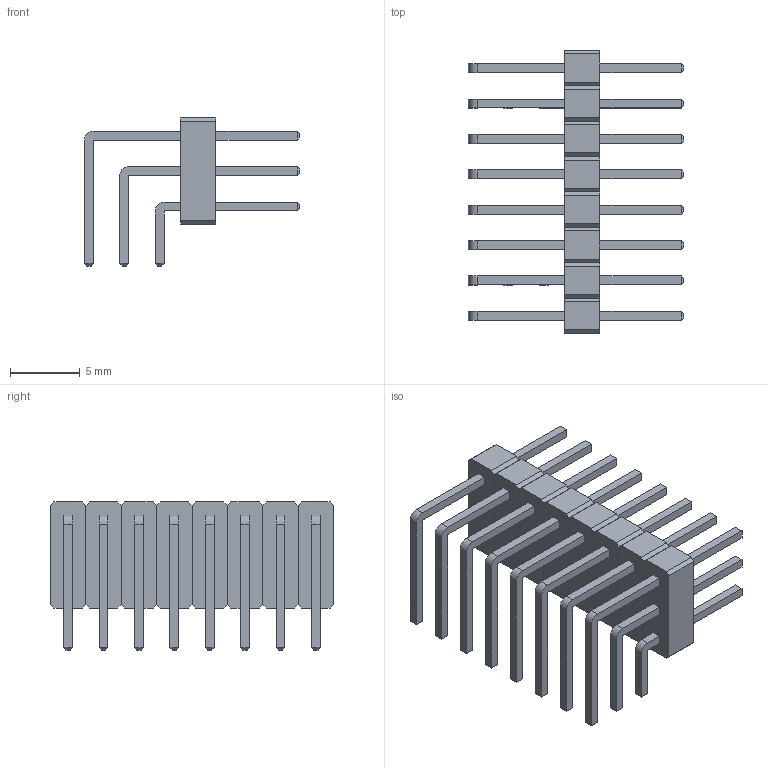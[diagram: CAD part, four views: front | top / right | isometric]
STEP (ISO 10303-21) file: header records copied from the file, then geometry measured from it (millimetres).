
FILE_DESCRIPTION(('FreeCAD Model'),'2;1');
FILE_NAME('Open CASCADE Shape Model','2022-01-07T05:06:42',( 'kicad StepUp'),('ksu MCAD'),'Open CASCADE STEP processor 7.5', 'FreeCAD','Unknown');
FILE_SCHEMA(('AUTOMOTIVE_DESIGN { 1 0 10303 214 1 1 1 1 }'));
Length unit declared in the file: millimetre
Products named in the file (1): PinHeader_3x08_P2.54mm_Horizontal
Bounding box: 15.44 x 20.32 x 10.62 mm (x, y, z)
Volume: 553.6 mm3; surface area: 2033.8 mm2
Topology: 32 solids, 32 shells, 584 faces, 1368 edges, 848 vertices
Faces by surface type: plane 560, cylinder 24
Entity records: 20549 total; most frequent: CARTESIAN_POINT 2801, ORIENTED_EDGE 2736, DIRECTION 2586, EDGE_CURVE 1368, LINE 1320, VECTOR 1320, VERTEX_POINT 848, AXIS2_PLACEMENT_3D 633
